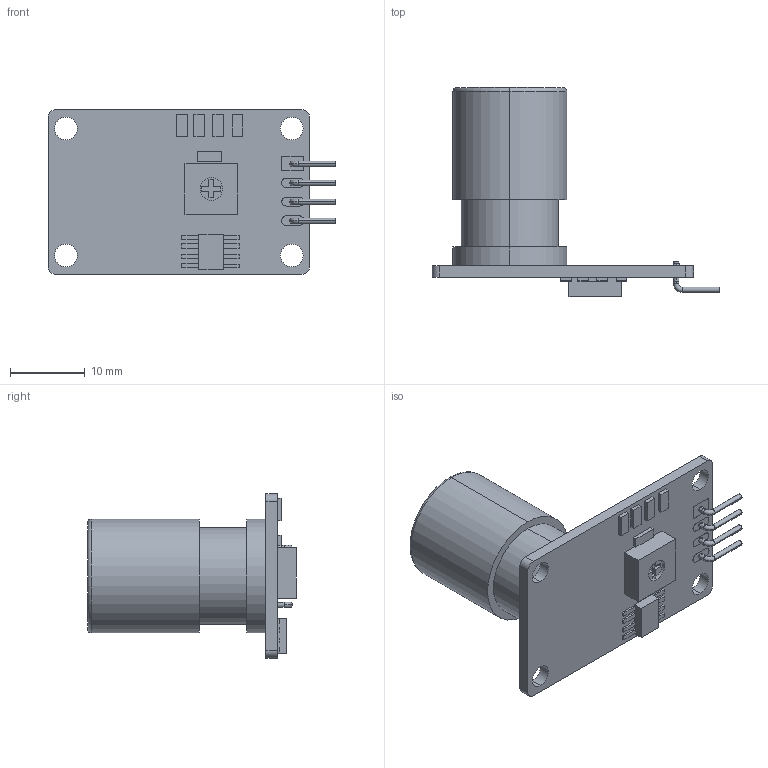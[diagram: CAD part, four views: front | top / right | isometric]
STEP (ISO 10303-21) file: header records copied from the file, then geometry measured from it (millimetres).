
FILE_DESCRIPTION (( 'STEP AP214' ), '1' );
FILE_NAME ('SRAQ-G015-A_3D.STEP', '2022-04-13T15:20:23', ( '' ), ( '' ), 'SwSTEP 2.0', 'SolidWorks 2021', '' );
FILE_SCHEMA (( 'AUTOMOTIVE_DESIGN' ));
Length unit declared in the file: inch
Products named in the file (1): SRAQ-G015-A_3D
Bounding box: 38.54 x 27.97 x 22 mm (x, y, z)
Volume: 5325.4 mm3; surface area: 3136.2 mm2
Topology: 6 solids, 6 shells, 225 faces, 542 edges, 354 vertices
Faces by surface type: plane 137, cylinder 66, torus 18, bspline 4
Entity records: 9427 total; most frequent: CARTESIAN_POINT 1227, DIRECTION 1150, ORIENTED_EDGE 1084, EDGE_CURVE 542, AXIS2_PLACEMENT_3D 394, LINE 362, VECTOR 362, VERTEX_POINT 354
